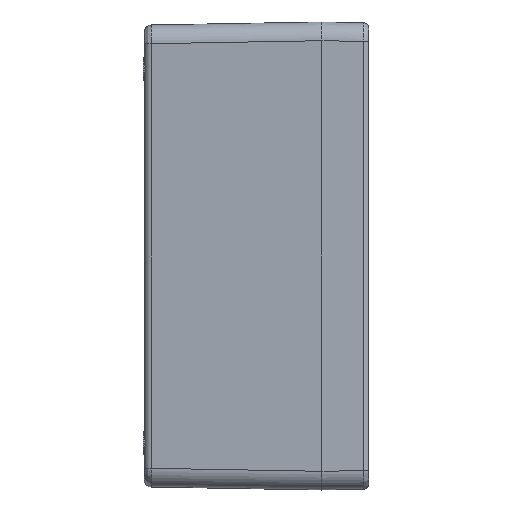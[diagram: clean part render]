
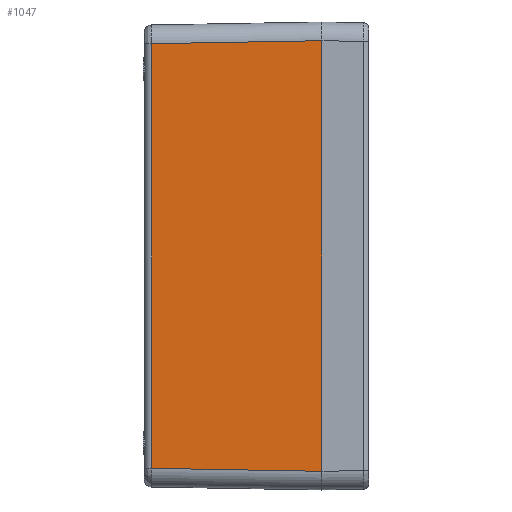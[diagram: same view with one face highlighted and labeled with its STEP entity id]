
A CAD part, left-side view. The second image highlights one B-rep face of the part: STEP entity #1047.
In plain terms, the highlighted planar face has unit normal (-1, 0.018, 0).
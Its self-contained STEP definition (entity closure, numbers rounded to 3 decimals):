
#198=FACE_OUTER_BOUND('',#264,.T.);
#264=EDGE_LOOP('',(#843,#844,#845,#846));
#329=LINE('',#2011,#387);
#345=LINE('',#2539,#403);
#355=LINE('',#2793,#413);
#356=LINE('',#2795,#414);
#387=VECTOR('',#1266,230.003);
#403=VECTOR('',#1344,226.824);
#413=VECTOR('',#1384,91.098);
#414=VECTOR('',#1387,91.098);
#449=VERTEX_POINT('',#2004);
#451=VERTEX_POINT('',#2010);
#481=VERTEX_POINT('',#2536);
#482=VERTEX_POINT('',#2538);
#552=EDGE_CURVE('',#449,#451,#329,.T.);
#595=EDGE_CURVE('',#482,#481,#345,.T.);
#619=EDGE_CURVE('',#451,#481,#355,.T.);
#620=EDGE_CURVE('',#449,#482,#356,.T.);
#843=ORIENTED_EDGE('',*,*,#595,.T.);
#844=ORIENTED_EDGE('',*,*,#619,.F.);
#845=ORIENTED_EDGE('',*,*,#552,.F.);
#846=ORIENTED_EDGE('',*,*,#620,.T.);
#955=PLANE('',#1157);
#1047=ADVANCED_FACE('',(#198),#955,.T.);
#1157=AXIS2_PLACEMENT_3D('',#2794,#1385,#1386);
#1266=DIRECTION('',(0.,0.,-1.));
#1344=DIRECTION('',(0.,0.,-1.));
#1384=DIRECTION('',(0.017,1.,0.017));
#1385=DIRECTION('center_axis',(-1.,0.017,0.));
#1386=DIRECTION('ref_axis',(0.,0.,-1.));
#1387=DIRECTION('',(0.017,1.,-0.017));
#2004=CARTESIAN_POINT('',(-200.,0.,115.002));
#2010=CARTESIAN_POINT('',(-200.,0.,-115.002));
#2011=CARTESIAN_POINT('',(-200.,0.,115.002));
#2536=CARTESIAN_POINT('',(-198.41,91.07,-113.412));
#2538=CARTESIAN_POINT('',(-198.41,91.07,113.412));
#2539=CARTESIAN_POINT('',(-198.41,91.07,113.412));
#2793=CARTESIAN_POINT('',(-200.,0.,-115.002));
#2794=CARTESIAN_POINT('Origin',(-200.,0.,132.226));
#2795=CARTESIAN_POINT('',(-200.,0.,115.002));
